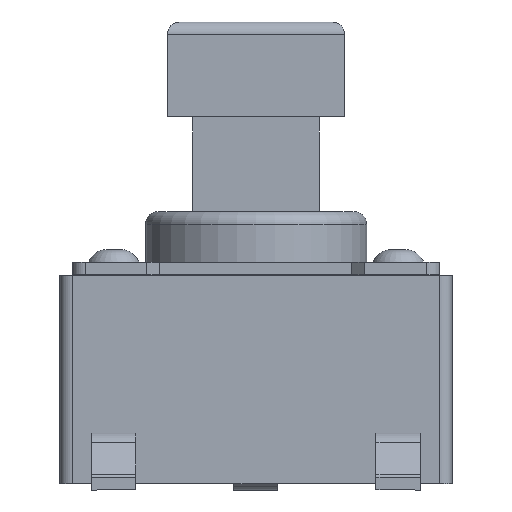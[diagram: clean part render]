
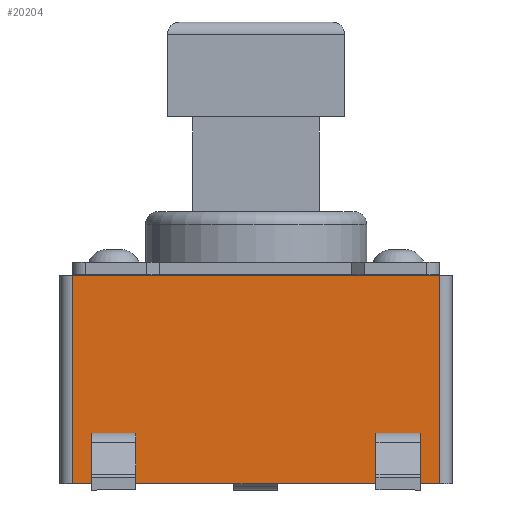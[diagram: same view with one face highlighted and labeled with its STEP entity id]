
A CAD part, left-side view. The second image highlights one B-rep face of the part: STEP entity #20204.
In plain terms, the highlighted planar face has unit normal (-1, 0, 0).
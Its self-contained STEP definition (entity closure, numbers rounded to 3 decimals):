
#160 = CARTESIAN_POINT ( 'NONE',  ( -3.1, 2.898, 3.394 ) ) ;
#183 = EDGE_CURVE ( 'NONE', #6143, #7458, #5352, .T. ) ;
#188 = VERTEX_POINT ( 'NONE', #6896 ) ;
#335 = CARTESIAN_POINT ( 'NONE',  ( -3.1, 2.898, 3.394 ) ) ;
#448 = CARTESIAN_POINT ( 'NONE',  ( -3.1, 1.898, 0.704 ) ) ;
#504 = DIRECTION ( 'NONE',  ( 0., 0., 1. ) ) ;
#586 = CARTESIAN_POINT ( 'NONE',  ( -3.1, -2.598, 0.904 ) ) ;
#704 = VERTEX_POINT ( 'NONE', #2003 ) ;
#722 = CARTESIAN_POINT ( 'NONE',  ( -3.1, -1.898, 0.904 ) ) ;
#802 = VECTOR ( 'NONE', #15429, 1000. ) ;
#1056 = ORIENTED_EDGE ( 'NONE', *, *, #16447, .F. ) ;
#1209 = VECTOR ( 'NONE', #8353, 1000. ) ;
#1213 = FACE_BOUND ( 'NONE', #12269, .T. ) ;
#1270 = VECTOR ( 'NONE', #1986, 1000. ) ;
#1352 = CARTESIAN_POINT ( 'NONE',  ( -3.1, -2.902, 3.394 ) ) ;
#1535 = FACE_OUTER_BOUND ( 'NONE', #2477, .T. ) ;
#1986 = DIRECTION ( 'NONE',  ( 0., -1., 0. ) ) ;
#2003 = CARTESIAN_POINT ( 'NONE',  ( -3.1, -1.898, 0.904 ) ) ;
#2254 = LINE ( 'NONE', #722, #8551 ) ;
#2408 = ORIENTED_EDGE ( 'NONE', *, *, #19364, .F. ) ;
#2439 = CARTESIAN_POINT ( 'NONE',  ( -3.1, -2.902, 0.104 ) ) ;
#2477 = EDGE_LOOP ( 'NONE', ( #17620, #9552, #16167, #5259 ) ) ;
#2886 = VERTEX_POINT ( 'NONE', #2439 ) ;
#3441 = ORIENTED_EDGE ( 'NONE', *, *, #13985, .T. ) ;
#3812 = CARTESIAN_POINT ( 'NONE',  ( -3.1, 2.898, 0.104 ) ) ;
#4462 = CARTESIAN_POINT ( 'NONE',  ( -3.1, -1.898, 0.704 ) ) ;
#4483 = VECTOR ( 'NONE', #15146, 1000. ) ;
#5028 = LINE ( 'NONE', #3812, #15056 ) ;
#5259 = ORIENTED_EDGE ( 'NONE', *, *, #14767, .T. ) ;
#5352 = LINE ( 'NONE', #7111, #4483 ) ;
#5666 = LINE ( 'NONE', #17571, #11148 ) ;
#5808 = EDGE_CURVE ( 'NONE', #6054, #6045, #5028, .T. ) ;
#5927 = ORIENTED_EDGE ( 'NONE', *, *, #6590, .F. ) ;
#6016 = CARTESIAN_POINT ( 'NONE',  ( -3.1, -2.902, 0.104 ) ) ;
#6045 = VERTEX_POINT ( 'NONE', #160 ) ;
#6054 = VERTEX_POINT ( 'NONE', #10294 ) ;
#6143 = VERTEX_POINT ( 'NONE', #15768 ) ;
#6276 = ORIENTED_EDGE ( 'NONE', *, *, #13280, .T. ) ;
#6365 = PLANE ( 'NONE',  #10341 ) ;
#6481 = CARTESIAN_POINT ( 'NONE',  ( -3.1, 2.898, 0.104 ) ) ;
#6590 = EDGE_CURVE ( 'NONE', #13635, #14567, #5666, .T. ) ;
#6724 = CARTESIAN_POINT ( 'NONE',  ( -3.1, 2.598, 0.704 ) ) ;
#6896 = CARTESIAN_POINT ( 'NONE',  ( -3.1, -2.598, 0.904 ) ) ;
#7111 = CARTESIAN_POINT ( 'NONE',  ( -3.1, -2.598, 0.704 ) ) ;
#7131 = LINE ( 'NONE', #12294, #12377 ) ;
#7458 = VERTEX_POINT ( 'NONE', #4462 ) ;
#7579 = EDGE_LOOP ( 'NONE', ( #2408, #11400, #5927, #1056 ) ) ;
#7918 = EDGE_CURVE ( 'NONE', #2886, #6054, #14564, .T. ) ;
#7993 = VERTEX_POINT ( 'NONE', #21126 ) ;
#8353 = DIRECTION ( 'NONE',  ( 0., 0., -1. ) ) ;
#8551 = VECTOR ( 'NONE', #504, 1000. ) ;
#8575 = CARTESIAN_POINT ( 'NONE',  ( -3.1, 2.598, 0.904 ) ) ;
#9552 = ORIENTED_EDGE ( 'NONE', *, *, #5808, .F. ) ;
#10294 = CARTESIAN_POINT ( 'NONE',  ( -3.1, 2.898, 0.104 ) ) ;
#10341 = AXIS2_PLACEMENT_3D ( 'NONE', #6481, #13069, #19818 ) ;
#10682 = DIRECTION ( 'NONE',  ( 0., 0., -1. ) ) ;
#11112 = DIRECTION ( 'NONE',  ( 0., 0., 1. ) ) ;
#11145 = VECTOR ( 'NONE', #13752, 1000. ) ;
#11148 = VECTOR ( 'NONE', #19120, 1000. ) ;
#11400 = ORIENTED_EDGE ( 'NONE', *, *, #19820, .F. ) ;
#11998 = CARTESIAN_POINT ( 'NONE',  ( -3.1, 2.598, 0.704 ) ) ;
#12269 = EDGE_LOOP ( 'NONE', ( #3441, #19778, #6276, #20339 ) ) ;
#12294 = CARTESIAN_POINT ( 'NONE',  ( -3.1, -2.598, 0.904 ) ) ;
#12337 = CARTESIAN_POINT ( 'NONE',  ( -3.1, 1.898, 0.904 ) ) ;
#12377 = VECTOR ( 'NONE', #10682, 1000. ) ;
#12423 = VECTOR ( 'NONE', #17302, 1000. ) ;
#13069 = DIRECTION ( 'NONE',  ( 1., 0., 0. ) ) ;
#13280 = EDGE_CURVE ( 'NONE', #7458, #704, #2254, .T. ) ;
#13635 = VERTEX_POINT ( 'NONE', #448 ) ;
#13752 = DIRECTION ( 'NONE',  ( 0., 1., 0. ) ) ;
#13985 = EDGE_CURVE ( 'NONE', #188, #6143, #7131, .T. ) ;
#14221 = CARTESIAN_POINT ( 'NONE',  ( -3.1, 2.598, 0.904 ) ) ;
#14564 = LINE ( 'NONE', #14775, #15349 ) ;
#14567 = VERTEX_POINT ( 'NONE', #12337 ) ;
#14767 = EDGE_CURVE ( 'NONE', #2886, #16290, #17815, .T. ) ;
#14775 = CARTESIAN_POINT ( 'NONE',  ( -3.1, 2.898, 0.104 ) ) ;
#14888 = DIRECTION ( 'NONE',  ( 0., 1., 0. ) ) ;
#15056 = VECTOR ( 'NONE', #16900, 1000. ) ;
#15146 = DIRECTION ( 'NONE',  ( 0., 1., 0. ) ) ;
#15349 = VECTOR ( 'NONE', #14888, 1000. ) ;
#15409 = LINE ( 'NONE', #335, #11145 ) ;
#15429 = DIRECTION ( 'NONE',  ( 0., -1., 0. ) ) ;
#15748 = LINE ( 'NONE', #14221, #12423 ) ;
#15768 = CARTESIAN_POINT ( 'NONE',  ( -3.1, -2.598, 0.704 ) ) ;
#16167 = ORIENTED_EDGE ( 'NONE', *, *, #7918, .F. ) ;
#16290 = VERTEX_POINT ( 'NONE', #1352 ) ;
#16447 = EDGE_CURVE ( 'NONE', #16933, #13635, #18619, .T. ) ;
#16900 = DIRECTION ( 'NONE',  ( 0., 0., 1. ) ) ;
#16933 = VERTEX_POINT ( 'NONE', #11998 ) ;
#16947 = EDGE_CURVE ( 'NONE', #16290, #6045, #15409, .T. ) ;
#17302 = DIRECTION ( 'NONE',  ( 0., 1., 0. ) ) ;
#17356 = VECTOR ( 'NONE', #11112, 1000. ) ;
#17571 = CARTESIAN_POINT ( 'NONE',  ( -3.1, 1.898, 0.904 ) ) ;
#17620 = ORIENTED_EDGE ( 'NONE', *, *, #16947, .T. ) ;
#17815 = LINE ( 'NONE', #6016, #17356 ) ;
#18619 = LINE ( 'NONE', #6724, #1270 ) ;
#19120 = DIRECTION ( 'NONE',  ( 0., 0., 1. ) ) ;
#19364 = EDGE_CURVE ( 'NONE', #7993, #16933, #20029, .T. ) ;
#19590 = FACE_BOUND ( 'NONE', #7579, .T. ) ;
#19778 = ORIENTED_EDGE ( 'NONE', *, *, #183, .T. ) ;
#19818 = DIRECTION ( 'NONE',  ( 0., -1., 0. ) ) ;
#19820 = EDGE_CURVE ( 'NONE', #14567, #7993, #15748, .T. ) ;
#20029 = LINE ( 'NONE', #8575, #1209 ) ;
#20204 = ADVANCED_FACE ( 'NONE', ( #19590, #1535, #1213 ), #6365, .F. ) ;
#20339 = ORIENTED_EDGE ( 'NONE', *, *, #21635, .T. ) ;
#20517 = LINE ( 'NONE', #586, #802 ) ;
#21126 = CARTESIAN_POINT ( 'NONE',  ( -3.1, 2.598, 0.904 ) ) ;
#21635 = EDGE_CURVE ( 'NONE', #704, #188, #20517, .T. ) ;
